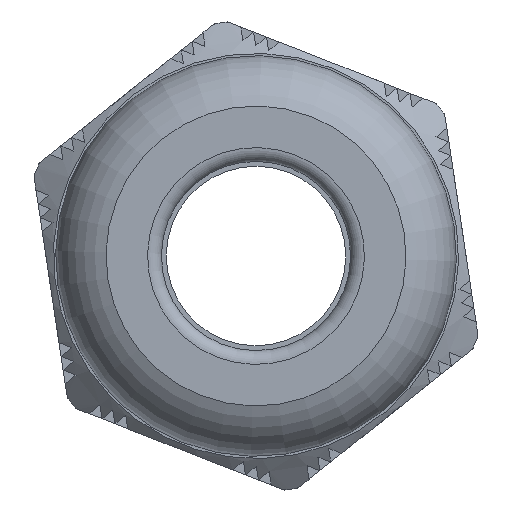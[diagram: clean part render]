
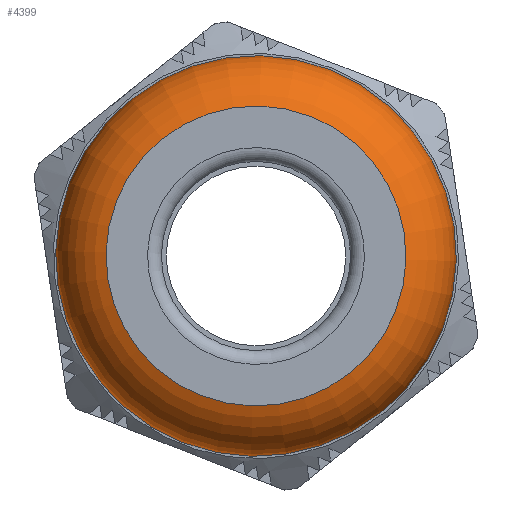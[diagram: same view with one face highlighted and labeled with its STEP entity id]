
A CAD part, left-side view. The second image highlights one B-rep face of the part: STEP entity #4399.
In plain terms, the highlighted toroidal (fillet/blend) face has major radius 4.58 mm and minor radius 2.655 mm.
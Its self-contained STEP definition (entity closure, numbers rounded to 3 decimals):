
#1142=FACE_BOUND('',#1546,.T.);
#1291=FACE_OUTER_BOUND('',#1545,.T.);
#1545=EDGE_LOOP('',(#3638));
#1546=EDGE_LOOP('',(#3639));
#1698=CIRCLE('',#4571,5.415);
#1729=CIRCLE('',#4734,7.235);
#1844=VERTEX_POINT('',#6151);
#2075=VERTEX_POINT('',#7638);
#2292=EDGE_CURVE('',#1844,#1844,#1698,.T.);
#2636=EDGE_CURVE('',#2075,#2075,#1729,.T.);
#3638=ORIENTED_EDGE('',*,*,#2636,.F.);
#3639=ORIENTED_EDGE('',*,*,#2292,.T.);
#4261=TOROIDAL_SURFACE('',#4733,4.58,2.655);
#4399=ADVANCED_FACE('',(#1291,#1142),#4261,.T.);
#4571=AXIS2_PLACEMENT_3D('',#6152,#4985,#4986);
#4733=AXIS2_PLACEMENT_3D('',#7637,#5512,#5513);
#4734=AXIS2_PLACEMENT_3D('',#7639,#5514,#5515);
#4985=DIRECTION('center_axis',(1.,0.,0.));
#4986=DIRECTION('ref_axis',(0.,0.,-1.));
#5512=DIRECTION('center_axis',(1.,0.,0.));
#5513=DIRECTION('ref_axis',(0.,0.,-1.));
#5514=DIRECTION('center_axis',(1.,0.,0.));
#5515=DIRECTION('ref_axis',(0.,0.,-1.));
#6151=CARTESIAN_POINT('',(-13.94,5.415,0.));
#6152=CARTESIAN_POINT('Origin',(-13.94,0.,0.));
#7637=CARTESIAN_POINT('Origin',(-11.42,0.,0.));
#7638=CARTESIAN_POINT('',(-11.42,7.235,0.));
#7639=CARTESIAN_POINT('Origin',(-11.42,0.,0.));
